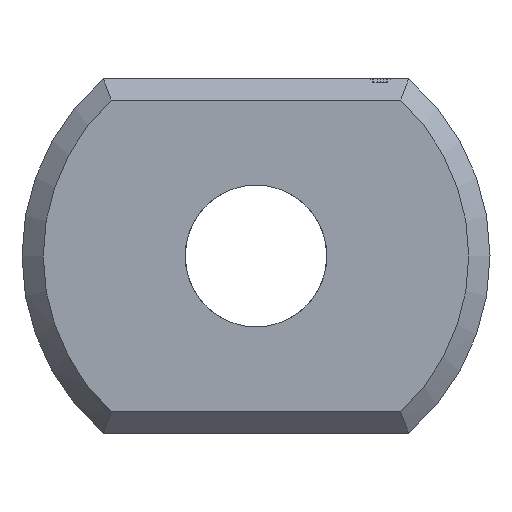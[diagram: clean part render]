
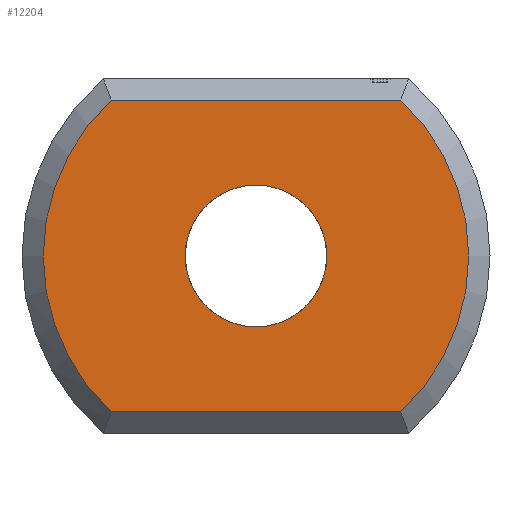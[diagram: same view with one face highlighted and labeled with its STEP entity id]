
A CAD part, left-side view. The second image highlights one B-rep face of the part: STEP entity #12204.
In plain terms, the highlighted planar face has unit normal (-1, 0, 0).
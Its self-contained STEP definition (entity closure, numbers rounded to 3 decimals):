
#298 = PLANE('',#299);
#299 = AXIS2_PLACEMENT_3D('',#300,#301,#302);
#300 = CARTESIAN_POINT('',(0.15,-2.154,-2.35));
#301 = DIRECTION('',(-0.707,0.,-0.707));
#302 = DIRECTION('',(0.,-1.,0.));
#725 = CONICAL_SURFACE('',#726,3.3,0.785);
#726 = AXIS2_PLACEMENT_3D('',#727,#728,#729);
#727 = CARTESIAN_POINT('',(0.3,0.,0.));
#728 = DIRECTION('',(1.,0.,0.));
#729 = DIRECTION('',(0.,0.653,-0.758));
#872 = CONICAL_SURFACE('',#873,3.3,0.785);
#873 = AXIS2_PLACEMENT_3D('',#874,#875,#876);
#874 = CARTESIAN_POINT('',(0.3,0.,0.));
#875 = DIRECTION('',(1.,0.,0.));
#876 = DIRECTION('',(0.,-0.653,0.758));
#909 = VERTEX_POINT('',#910);
#910 = CARTESIAN_POINT('',(0.,-2.04,-2.2));
#937 = VERTEX_POINT('',#938);
#938 = CARTESIAN_POINT('',(0.,2.04,-2.2));
#963 = EDGE_CURVE('',#909,#937,#964,.T.);
#964 = SURFACE_CURVE('',#965,(#969,#976),.PCURVE_S1.);
#965 = LINE('',#966,#967);
#966 = CARTESIAN_POINT('',(0.,-2.154,-2.2));
#967 = VECTOR('',#968,1.);
#968 = DIRECTION('',(0.,1.,0.));
#969 = PCURVE('',#298,#970);
#970 = DEFINITIONAL_REPRESENTATION('',(#971),#975);
#971 = LINE('',#972,#973);
#972 = CARTESIAN_POINT('',(0.,0.212));
#973 = VECTOR('',#974,1.);
#974 = DIRECTION('',(-1.,0.));
#975 = ( GEOMETRIC_REPRESENTATION_CONTEXT(2) 
PARAMETRIC_REPRESENTATION_CONTEXT() REPRESENTATION_CONTEXT('2D SPACE',''
  ) );
#976 = PCURVE('',#977,#982);
#977 = PLANE('',#978);
#978 = AXIS2_PLACEMENT_3D('',#979,#980,#981);
#979 = CARTESIAN_POINT('',(0.,0.,
    0.));
#980 = DIRECTION('',(1.,0.,0.));
#981 = DIRECTION('',(0.,0.,1.));
#982 = DEFINITIONAL_REPRESENTATION('',(#983),#987);
#983 = LINE('',#984,#985);
#984 = CARTESIAN_POINT('',(-2.2,2.154));
#985 = VECTOR('',#986,1.);
#986 = DIRECTION('',(0.,-1.));
#987 = ( GEOMETRIC_REPRESENTATION_CONTEXT(2) 
PARAMETRIC_REPRESENTATION_CONTEXT() REPRESENTATION_CONTEXT('2D SPACE',''
  ) );
#1826 = PLANE('',#1827);
#1827 = AXIS2_PLACEMENT_3D('',#1828,#1829,#1830);
#1828 = CARTESIAN_POINT('',(0.15,-2.154,2.35));
#1829 = DIRECTION('',(0.707,0.,-0.707
    ));
#1830 = DIRECTION('',(0.,-1.,0.));
#11991 = VERTEX_POINT('',#11992);
#11992 = CARTESIAN_POINT('',(0.,2.04,2.2));
#12017 = EDGE_CURVE('',#937,#11991,#12018,.T.);
#12018 = SURFACE_CURVE('',#12019,(#12024,#12031),.PCURVE_S1.);
#12019 = CIRCLE('',#12020,3.);
#12020 = AXIS2_PLACEMENT_3D('',#12021,#12022,#12023);
#12021 = CARTESIAN_POINT('',(0.,0.,
    0.));
#12022 = DIRECTION('',(1.,0.,0.));
#12023 = DIRECTION('',(0.,0.653,-0.758)
  );
#12024 = PCURVE('',#725,#12025);
#12025 = DEFINITIONAL_REPRESENTATION('',(#12026),#12030);
#12026 = LINE('',#12027,#12028);
#12027 = CARTESIAN_POINT('',(0.,-0.3));
#12028 = VECTOR('',#12029,1.);
#12029 = DIRECTION('',(1.,-0.));
#12030 = ( GEOMETRIC_REPRESENTATION_CONTEXT(2) 
PARAMETRIC_REPRESENTATION_CONTEXT() REPRESENTATION_CONTEXT('2D SPACE',''
  ) );
#12031 = PCURVE('',#977,#12032);
#12032 = DEFINITIONAL_REPRESENTATION('',(#12033),#12037);
#12033 = CIRCLE('',#12034,3.);
#12034 = AXIS2_PLACEMENT_2D('',#12035,#12036);
#12035 = CARTESIAN_POINT('',(0.,0.));
#12036 = DIRECTION('',(-0.758,-0.653));
#12037 = ( GEOMETRIC_REPRESENTATION_CONTEXT(2) 
PARAMETRIC_REPRESENTATION_CONTEXT() REPRESENTATION_CONTEXT('2D SPACE',''
  ) );
#12155 = VERTEX_POINT('',#12156);
#12156 = CARTESIAN_POINT('',(0.,-2.04,2.2));
#12183 = EDGE_CURVE('',#12155,#909,#12184,.T.);
#12184 = SURFACE_CURVE('',#12185,(#12190,#12197),.PCURVE_S1.);
#12185 = CIRCLE('',#12186,3.);
#12186 = AXIS2_PLACEMENT_3D('',#12187,#12188,#12189);
#12187 = CARTESIAN_POINT('',(0.,0.,
    0.));
#12188 = DIRECTION('',(1.,0.,0.));
#12189 = DIRECTION('',(0.,-0.653,0.758)
  );
#12190 = PCURVE('',#872,#12191);
#12191 = DEFINITIONAL_REPRESENTATION('',(#12192),#12196);
#12192 = LINE('',#12193,#12194);
#12193 = CARTESIAN_POINT('',(0.,-0.3));
#12194 = VECTOR('',#12195,1.);
#12195 = DIRECTION('',(1.,-0.));
#12196 = ( GEOMETRIC_REPRESENTATION_CONTEXT(2) 
PARAMETRIC_REPRESENTATION_CONTEXT() REPRESENTATION_CONTEXT('2D SPACE',''
  ) );
#12197 = PCURVE('',#977,#12198);
#12198 = DEFINITIONAL_REPRESENTATION('',(#12199),#12203);
#12199 = CIRCLE('',#12200,3.);
#12200 = AXIS2_PLACEMENT_2D('',#12201,#12202);
#12201 = CARTESIAN_POINT('',(0.,0.));
#12202 = DIRECTION('',(0.758,0.653));
#12203 = ( GEOMETRIC_REPRESENTATION_CONTEXT(2) 
PARAMETRIC_REPRESENTATION_CONTEXT() REPRESENTATION_CONTEXT('2D SPACE',''
  ) );
#12204 = ADVANCED_FACE('',(#12205,#12231),#977,.F.);
#12205 = FACE_BOUND('',#12206,.F.);
#12206 = EDGE_LOOP('',(#12207,#12208,#12229,#12230));
#12207 = ORIENTED_EDGE('',*,*,#12017,.T.);
#12208 = ORIENTED_EDGE('',*,*,#12209,.F.);
#12209 = EDGE_CURVE('',#12155,#11991,#12210,.T.);
#12210 = SURFACE_CURVE('',#12211,(#12215,#12222),.PCURVE_S1.);
#12211 = LINE('',#12212,#12213);
#12212 = CARTESIAN_POINT('',(0.,-2.154,2.2));
#12213 = VECTOR('',#12214,1.);
#12214 = DIRECTION('',(0.,1.,0.));
#12215 = PCURVE('',#977,#12216);
#12216 = DEFINITIONAL_REPRESENTATION('',(#12217),#12221);
#12217 = LINE('',#12218,#12219);
#12218 = CARTESIAN_POINT('',(2.2,2.154));
#12219 = VECTOR('',#12220,1.);
#12220 = DIRECTION('',(0.,-1.));
#12221 = ( GEOMETRIC_REPRESENTATION_CONTEXT(2) 
PARAMETRIC_REPRESENTATION_CONTEXT() REPRESENTATION_CONTEXT('2D SPACE',''
  ) );
#12222 = PCURVE('',#1826,#12223);
#12223 = DEFINITIONAL_REPRESENTATION('',(#12224),#12228);
#12224 = LINE('',#12225,#12226);
#12225 = CARTESIAN_POINT('',(0.,0.212));
#12226 = VECTOR('',#12227,1.);
#12227 = DIRECTION('',(-1.,0.));
#12228 = ( GEOMETRIC_REPRESENTATION_CONTEXT(2) 
PARAMETRIC_REPRESENTATION_CONTEXT() REPRESENTATION_CONTEXT('2D SPACE',''
  ) );
#12229 = ORIENTED_EDGE('',*,*,#12183,.T.);
#12230 = ORIENTED_EDGE('',*,*,#963,.T.);
#12231 = FACE_BOUND('',#12232,.T.);
#12232 = EDGE_LOOP('',(#12233));
#12233 = ORIENTED_EDGE('',*,*,#12234,.T.);
#12234 = EDGE_CURVE('',#12235,#12235,#12237,.T.);
#12235 = VERTEX_POINT('',#12236);
#12236 = CARTESIAN_POINT('',(0.,1.,0.));
#12237 = SURFACE_CURVE('',#12238,(#12243,#12250),.PCURVE_S1.);
#12238 = CIRCLE('',#12239,1.);
#12239 = AXIS2_PLACEMENT_3D('',#12240,#12241,#12242);
#12240 = CARTESIAN_POINT('',(0.,0.,0.));
#12241 = DIRECTION('',(1.,0.,0.));
#12242 = DIRECTION('',(0.,1.,0.));
#12243 = PCURVE('',#977,#12244);
#12244 = DEFINITIONAL_REPRESENTATION('',(#12245),#12249);
#12245 = CIRCLE('',#12246,1.);
#12246 = AXIS2_PLACEMENT_2D('',#12247,#12248);
#12247 = CARTESIAN_POINT('',(0.,0.));
#12248 = DIRECTION('',(0.,-1.));
#12249 = ( GEOMETRIC_REPRESENTATION_CONTEXT(2) 
PARAMETRIC_REPRESENTATION_CONTEXT() REPRESENTATION_CONTEXT('2D SPACE',''
  ) );
#12250 = PCURVE('',#12251,#12256);
#12251 = CYLINDRICAL_SURFACE('',#12252,1.);
#12252 = AXIS2_PLACEMENT_3D('',#12253,#12254,#12255);
#12253 = CARTESIAN_POINT('',(0.,0.,0.));
#12254 = DIRECTION('',(-1.,0.,0.));
#12255 = DIRECTION('',(0.,1.,0.));
#12256 = DEFINITIONAL_REPRESENTATION('',(#12257),#12261);
#12257 = LINE('',#12258,#12259);
#12258 = CARTESIAN_POINT('',(-0.,0.));
#12259 = VECTOR('',#12260,1.);
#12260 = DIRECTION('',(-1.,0.));
#12261 = ( GEOMETRIC_REPRESENTATION_CONTEXT(2) 
PARAMETRIC_REPRESENTATION_CONTEXT() REPRESENTATION_CONTEXT('2D SPACE',''
  ) );
